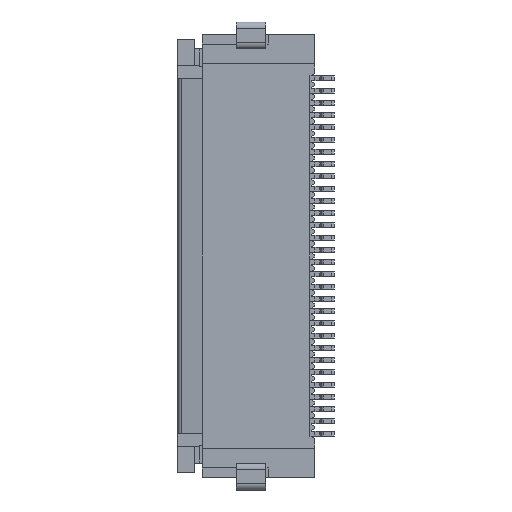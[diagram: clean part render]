
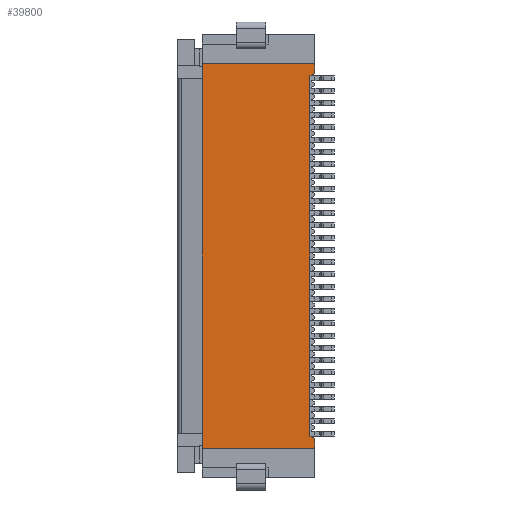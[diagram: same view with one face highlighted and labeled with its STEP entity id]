
A CAD part, left-side view. The second image highlights one B-rep face of the part: STEP entity #39800.
In plain terms, the highlighted planar face has unit normal (-1, 0, 0).
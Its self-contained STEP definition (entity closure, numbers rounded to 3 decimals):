
#39090=CARTESIAN_POINT('',(-1.75,0.03,6.053));
#39100=DIRECTION('',(-1.,0.,0.));
#39110=DIRECTION('',(0.,-1.,0.));
#39120=AXIS2_PLACEMENT_3D('',#39090,#39100,#39110);
#39130=PLANE('',#39120);
#39140=CARTESIAN_POINT('',(-1.75,4.38,-4.945));
#39150=DIRECTION('',(0.,-1.,0.));
#39160=VECTOR('',#39150,1.);
#39170=LINE('',#39140,#39160);
#39180=CARTESIAN_POINT('',(-1.75,4.38,-4.945));
#39190=VERTEX_POINT('',#39180);
#39200=CARTESIAN_POINT('',(-1.75,-0.22,-4.945));
#39210=VERTEX_POINT('',#39200);
#39220=EDGE_CURVE('',#39190,#39210,#39170,.T.);
#39230=ORIENTED_EDGE('',*,*,#39220,.F.);
#39240=CARTESIAN_POINT('',(-1.75,-0.22,-3.898));
#39250=DIRECTION('',(0.,0.,-1.));
#39260=VECTOR('',#39250,1.);
#39270=LINE('',#39240,#39260);
#39280=CARTESIAN_POINT('',(-1.75,-0.22,-5.345));
#39290=VERTEX_POINT('',#39280);
#39300=EDGE_CURVE('',#39210,#39290,#39270,.T.);
#39310=ORIENTED_EDGE('',*,*,#39300,.F.);
#39320=CARTESIAN_POINT('',(-1.75,3.371,-7.185));
#39330=DIRECTION('',(0.,-0.89,
0.456));
#39340=VECTOR('',#39330,1.);
#39350=LINE('',#39320,#39340);
#39360=CARTESIAN_POINT('',(-1.75,-0.02,-5.448))
;
#39370=VERTEX_POINT('',#39360);
#39380=EDGE_CURVE('',#39370,#39290,#39350,.T.);
#39390=ORIENTED_EDGE('',*,*,#39380,.T.);
#39400=CARTESIAN_POINT('',(-1.75,-0.02,-3.448));
#39410=DIRECTION('',(0.,0.,-1.));
#39420=VECTOR('',#39410,1.);
#39430=LINE('',#39400,#39420);
#39440=CARTESIAN_POINT('',(-1.75,-0.02,-20.143));
#39450=VERTEX_POINT('',#39440);
#39460=EDGE_CURVE('',#39370,#39450,#39430,.T.);
#39470=ORIENTED_EDGE('',*,*,#39460,.F.);
#39480=CARTESIAN_POINT('',(-1.75,3.371,-18.405));
#39490=DIRECTION('',(0.,-0.89,-0.456));
#39500=VECTOR('',#39490,1.);
#39510=LINE('',#39480,#39500);
#39520=CARTESIAN_POINT('',(-1.75,-0.22,-20.245));
#39530=VERTEX_POINT('',#39520);
#39540=EDGE_CURVE('',#39450,#39530,#39510,.T.);
#39550=ORIENTED_EDGE('',*,*,#39540,.F.);
#39560=CARTESIAN_POINT('',(-1.75,-0.22,-21.693));
#39570=DIRECTION('',(0.,0.,1.));
#39580=VECTOR('',#39570,1.);
#39590=LINE('',#39560,#39580);
#39600=CARTESIAN_POINT('',(-1.75,-0.22,-20.645));
#39610=VERTEX_POINT('',#39600);
#39620=EDGE_CURVE('',#39610,#39530,#39590,.T.);
#39630=ORIENTED_EDGE('',*,*,#39620,.T.);
#39640=CARTESIAN_POINT('',(-1.75,4.38,-20.645));
#39650=DIRECTION('',(0.,-1.,0.));
#39660=VECTOR('',#39650,1.);
#39670=LINE('',#39640,#39660);
#39680=CARTESIAN_POINT('',(-1.75,4.38,-20.645));
#39690=VERTEX_POINT('',#39680);
#39700=EDGE_CURVE('',#39690,#39610,#39670,.T.);
#39710=ORIENTED_EDGE('',*,*,#39700,.T.);
#39720=CARTESIAN_POINT('',(-1.75,4.38,-21.413));
#39730=DIRECTION('',(0.,0.,-1.));
#39740=VECTOR('',#39730,1.);
#39750=LINE('',#39720,#39740);
#39760=EDGE_CURVE('',#39190,#39690,#39750,.T.);
#39770=ORIENTED_EDGE('',*,*,#39760,.T.);
#39780=EDGE_LOOP('',(#39770,#39710,#39630,#39550,#39470,#39390,#39310,
#39230));
#39790=FACE_OUTER_BOUND('',#39780,.T.);
#39800=ADVANCED_FACE('',(#39790),#39130,.T.);
